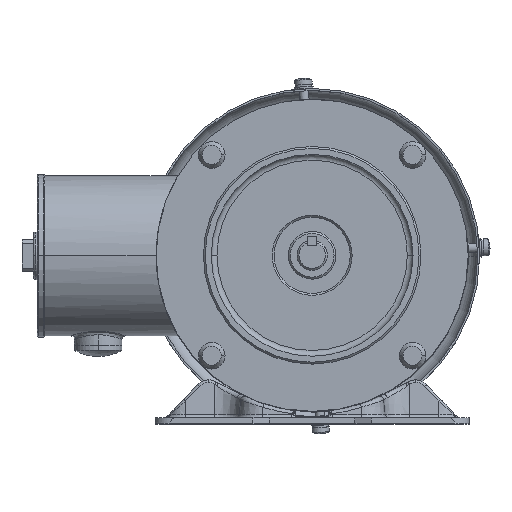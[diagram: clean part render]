
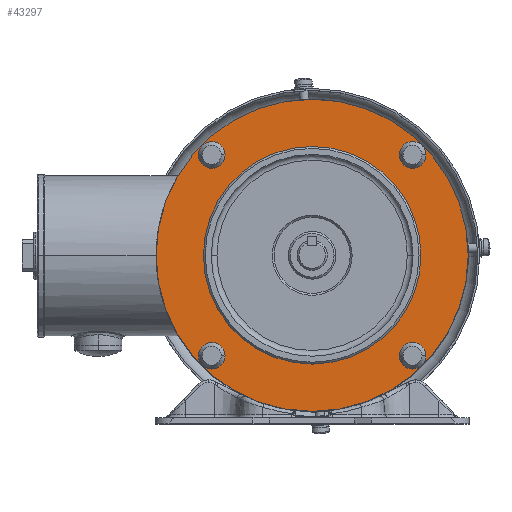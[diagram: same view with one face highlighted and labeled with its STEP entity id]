
A CAD part, top view. The second image highlights one B-rep face of the part: STEP entity #43297.
In plain terms, the highlighted planar face has unit normal (0, 0, 1).
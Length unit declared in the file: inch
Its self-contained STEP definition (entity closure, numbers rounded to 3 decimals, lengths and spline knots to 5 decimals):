
#1625 = CARTESIAN_POINT ( 'NONE',  ( -2.2441, 2.07678, 0.7874 ) ) ;
#1816 = VERTEX_POINT ( 'NONE', #69601 ) ;
#2083 = CARTESIAN_POINT ( 'NONE',  ( 2.2441, -2.07678, 0.7874 ) ) ;
#3281 = CIRCLE ( 'NONE', #46420, 0.16732 ) ;
#4738 = CARTESIAN_POINT ( 'NONE',  ( 2.07678, -2.07678, 0.7874 ) ) ;
#5500 = VERTEX_POINT ( 'NONE', #12459 ) ;
#6040 = EDGE_CURVE ( 'NONE', #5500, #10380, #30254, .T. ) ;
#7054 = CIRCLE ( 'NONE', #58647, 0.16732 ) ;
#8314 = DIRECTION ( 'NONE',  ( 0., 0., 1. ) ) ;
#9596 = CIRCLE ( 'NONE', #73186, 0.16732 ) ;
#10380 = VERTEX_POINT ( 'NONE', #44445 ) ;
#12243 = VERTEX_POINT ( 'NONE', #1625 ) ;
#12459 = CARTESIAN_POINT ( 'NONE',  ( 2.2441, 2.07678, 0.7874 ) ) ;
#12881 = DIRECTION ( 'NONE',  ( 0., 0., 1. ) ) ;
#13201 = ORIENTED_EDGE ( 'NONE', *, *, #37392, .F. ) ;
#13258 = DIRECTION ( 'NONE',  ( 1., 0., 0. ) ) ;
#14493 = DIRECTION ( 'NONE',  ( 1., 0., 0. ) ) ;
#15079 = CARTESIAN_POINT ( 'NONE',  ( 1.90946, -2.07678, 0.7874 ) ) ;
#15648 = DIRECTION ( 'NONE',  ( 0., 0., -1. ) ) ;
#16252 = EDGE_CURVE ( 'NONE', #17405, #59574, #72431, .T. ) ;
#16342 = FACE_BOUND ( 'NONE', #58760, .T. ) ;
#16711 = DIRECTION ( 'NONE',  ( 0., 0., 1. ) ) ;
#17405 = VERTEX_POINT ( 'NONE', #15079 ) ;
#17448 = FACE_BOUND ( 'NONE', #68932, .T. ) ;
#17711 = VERTEX_POINT ( 'NONE', #54383 ) ;
#17868 = ORIENTED_EDGE ( 'NONE', *, *, #30786, .F. ) ;
#19540 = VERTEX_POINT ( 'NONE', #65956 ) ;
#19669 = DIRECTION ( 'NONE',  ( 0., 0., 1. ) ) ;
#20083 = DIRECTION ( 'NONE',  ( 1., 0., 0. ) ) ;
#21161 = CIRCLE ( 'NONE', #52312, 3.22835 ) ;
#21219 = VERTEX_POINT ( 'NONE', #28186 ) ;
#21671 = DIRECTION ( 'NONE',  ( 0., 0., 1. ) ) ;
#22002 = DIRECTION ( 'NONE',  ( 1., 0., 0. ) ) ;
#22720 = AXIS2_PLACEMENT_3D ( 'NONE', #24175, #19669, #48159 ) ;
#22888 = VERTEX_POINT ( 'NONE', #52477 ) ;
#24175 = CARTESIAN_POINT ( 'NONE',  ( 0., 0., 0.7874 ) ) ;
#24376 = EDGE_CURVE ( 'NONE', #10380, #5500, #46545, .T. ) ;
#24839 = DIRECTION ( 'NONE',  ( 0., 0., 1. ) ) ;
#24991 = VERTEX_POINT ( 'NONE', #58646 ) ;
#25586 = CARTESIAN_POINT ( 'NONE',  ( 2.07678, -2.07678, 0.7874 ) ) ;
#25744 = CARTESIAN_POINT ( 'NONE',  ( 0., 0., 0.7874 ) ) ;
#25782 = DIRECTION ( 'NONE',  ( 1., 0., 0. ) ) ;
#26417 = CIRCLE ( 'NONE', #42001, 0.16732 ) ;
#27132 = EDGE_CURVE ( 'NONE', #12243, #21219, #7054, .T. ) ;
#27955 = FACE_BOUND ( 'NONE', #48078, .T. ) ;
#28186 = CARTESIAN_POINT ( 'NONE',  ( -1.90946, 2.07678, 0.7874 ) ) ;
#30149 = DIRECTION ( 'NONE',  ( -1., 0., 0. ) ) ;
#30254 = CIRCLE ( 'NONE', #63818, 0.16732 ) ;
#30786 = EDGE_CURVE ( 'NONE', #17711, #24991, #21161, .T. ) ;
#31393 = CARTESIAN_POINT ( 'NONE',  ( 0., 0., 0.7874 ) ) ;
#31768 = ORIENTED_EDGE ( 'NONE', *, *, #24376, .F. ) ;
#32473 = DIRECTION ( 'NONE',  ( 0., 0., -1. ) ) ;
#33004 = CARTESIAN_POINT ( 'NONE',  ( 0., 0., 0.7874 ) ) ;
#33324 = DIRECTION ( 'NONE',  ( 1., 0., 0. ) ) ;
#34188 = ORIENTED_EDGE ( 'NONE', *, *, #6040, .F. ) ;
#34687 = PLANE ( 'NONE',  #41227 ) ;
#35995 = ORIENTED_EDGE ( 'NONE', *, *, #58893, .F. ) ;
#37096 = ORIENTED_EDGE ( 'NONE', *, *, #70551, .F. ) ;
#37174 = CARTESIAN_POINT ( 'NONE',  ( 2.25, 0., 0.7874 ) ) ;
#37392 = EDGE_CURVE ( 'NONE', #19540, #1816, #9596, .T. ) ;
#37485 = CIRCLE ( 'NONE', #53083, 3.22835 ) ;
#37677 = AXIS2_PLACEMENT_3D ( 'NONE', #25586, #24839, #54094 ) ;
#38161 = EDGE_CURVE ( 'NONE', #1816, #19540, #56584, .T. ) ;
#39389 = AXIS2_PLACEMENT_3D ( 'NONE', #62495, #16711, #63228 ) ;
#39692 = ORIENTED_EDGE ( 'NONE', *, *, #58284, .F. ) ;
#40321 = FACE_BOUND ( 'NONE', #50238, .T. ) ;
#40865 = ORIENTED_EDGE ( 'NONE', *, *, #38161, .F. ) ;
#41227 = AXIS2_PLACEMENT_3D ( 'NONE', #69623, #69255, #30149 ) ;
#41316 = VERTEX_POINT ( 'NONE', #37174 ) ;
#42001 = AXIS2_PLACEMENT_3D ( 'NONE', #4738, #21671, #44899 ) ;
#42511 = CARTESIAN_POINT ( 'NONE',  ( -2.07678, -2.07678, 0.7874 ) ) ;
#42849 = ORIENTED_EDGE ( 'NONE', *, *, #16252, .F. ) ;
#43297 = ADVANCED_FACE ( 'NONE', ( #16342, #27955, #68161, #17448, #40321, #63602 ), #34687, .F. ) ;
#44445 = CARTESIAN_POINT ( 'NONE',  ( 1.90946, 2.07678, 0.7874 ) ) ;
#44899 = DIRECTION ( 'NONE',  ( 1., 0., 0. ) ) ;
#46067 = ORIENTED_EDGE ( 'NONE', *, *, #64466, .F. ) ;
#46420 = AXIS2_PLACEMENT_3D ( 'NONE', #71499, #48579, #20083 ) ;
#46545 = CIRCLE ( 'NONE', #39389, 0.16732 ) ;
#48078 = EDGE_LOOP ( 'NONE', ( #37096, #42849 ) ) ;
#48159 = DIRECTION ( 'NONE',  ( 1., 0., 0. ) ) ;
#48579 = DIRECTION ( 'NONE',  ( 0., 0., 1. ) ) ;
#49505 = CIRCLE ( 'NONE', #61493, 2.25 ) ;
#50238 = EDGE_LOOP ( 'NONE', ( #39692, #46067 ) ) ;
#50439 = EDGE_LOOP ( 'NONE', ( #17868, #35995 ) ) ;
#50954 = EDGE_CURVE ( 'NONE', #21219, #12243, #3281, .T. ) ;
#52207 = ORIENTED_EDGE ( 'NONE', *, *, #50954, .F. ) ;
#52312 = AXIS2_PLACEMENT_3D ( 'NONE', #31393, #15648, #25782 ) ;
#52477 = CARTESIAN_POINT ( 'NONE',  ( -2.25, 0., 0.7874 ) ) ;
#53083 = AXIS2_PLACEMENT_3D ( 'NONE', #25744, #32473, #14493 ) ;
#54094 = DIRECTION ( 'NONE',  ( 1., 0., 0. ) ) ;
#54383 = CARTESIAN_POINT ( 'NONE',  ( 3.22835, 0., 0.7874 ) ) ;
#54746 = EDGE_LOOP ( 'NONE', ( #34188, #31768 ) ) ;
#55921 = DIRECTION ( 'NONE',  ( 0., 0., 1. ) ) ;
#56289 = DIRECTION ( 'NONE',  ( 1., 0., 0. ) ) ;
#56584 = CIRCLE ( 'NONE', #61363, 0.16732 ) ;
#56600 = DIRECTION ( 'NONE',  ( 0., 0., 1. ) ) ;
#58284 = EDGE_CURVE ( 'NONE', #41316, #22888, #49505, .T. ) ;
#58299 = ORIENTED_EDGE ( 'NONE', *, *, #27132, .F. ) ;
#58646 = CARTESIAN_POINT ( 'NONE',  ( -3.22835, 0., 0.7874 ) ) ;
#58647 = AXIS2_PLACEMENT_3D ( 'NONE', #72325, #66712, #22002 ) ;
#58760 = EDGE_LOOP ( 'NONE', ( #40865, #13201 ) ) ;
#58893 = EDGE_CURVE ( 'NONE', #24991, #17711, #37485, .T. ) ;
#59574 = VERTEX_POINT ( 'NONE', #2083 ) ;
#60156 = CARTESIAN_POINT ( 'NONE',  ( -2.07678, -2.07678, 0.7874 ) ) ;
#61032 = CIRCLE ( 'NONE', #22720, 2.25 ) ;
#61363 = AXIS2_PLACEMENT_3D ( 'NONE', #42511, #12881, #13258 ) ;
#61493 = AXIS2_PLACEMENT_3D ( 'NONE', #33004, #55921, #56289 ) ;
#62242 = CARTESIAN_POINT ( 'NONE',  ( 2.07678, 2.07678, 0.7874 ) ) ;
#62495 = CARTESIAN_POINT ( 'NONE',  ( 2.07678, 2.07678, 0.7874 ) ) ;
#63228 = DIRECTION ( 'NONE',  ( 1., 0., 0. ) ) ;
#63602 = FACE_OUTER_BOUND ( 'NONE', #50439, .T. ) ;
#63818 = AXIS2_PLACEMENT_3D ( 'NONE', #62242, #56600, #33324 ) ;
#64466 = EDGE_CURVE ( 'NONE', #22888, #41316, #61032, .T. ) ;
#65956 = CARTESIAN_POINT ( 'NONE',  ( -2.2441, -2.07678, 0.7874 ) ) ;
#66712 = DIRECTION ( 'NONE',  ( 0., 0., 1. ) ) ;
#68161 = FACE_BOUND ( 'NONE', #54746, .T. ) ;
#68932 = EDGE_LOOP ( 'NONE', ( #52207, #58299 ) ) ;
#69255 = DIRECTION ( 'NONE',  ( 0., 0., -1. ) ) ;
#69601 = CARTESIAN_POINT ( 'NONE',  ( -1.90946, -2.07678, 0.7874 ) ) ;
#69623 = CARTESIAN_POINT ( 'NONE',  ( 0., 0., 0.7874 ) ) ;
#70551 = EDGE_CURVE ( 'NONE', #59574, #17405, #26417, .T. ) ;
#71499 = CARTESIAN_POINT ( 'NONE',  ( -2.07678, 2.07678, 0.7874 ) ) ;
#72325 = CARTESIAN_POINT ( 'NONE',  ( -2.07678, 2.07678, 0.7874 ) ) ;
#72431 = CIRCLE ( 'NONE', #37677, 0.16732 ) ;
#72539 = DIRECTION ( 'NONE',  ( 1., 0., 0. ) ) ;
#73186 = AXIS2_PLACEMENT_3D ( 'NONE', #60156, #8314, #72539 ) ;
